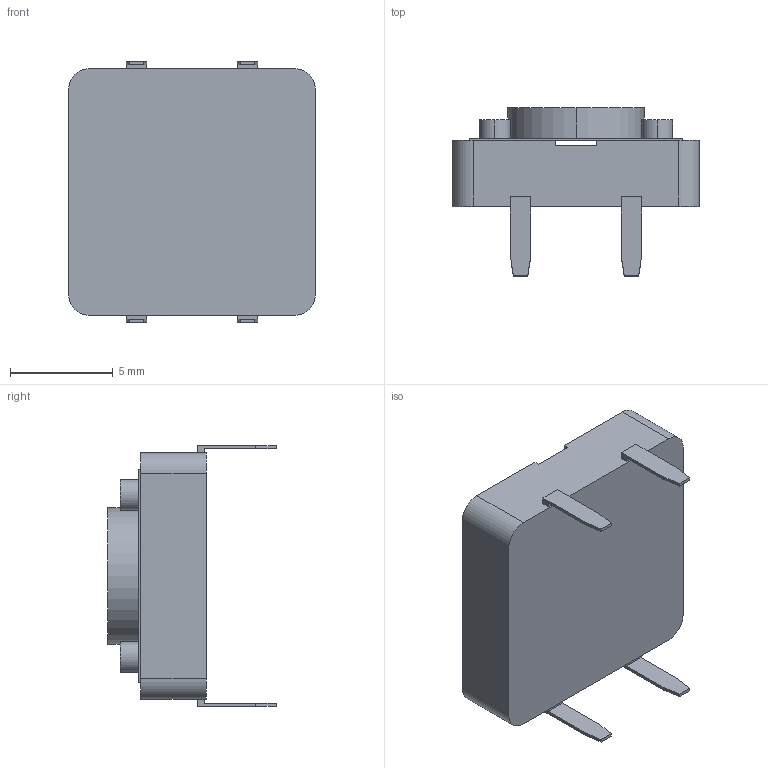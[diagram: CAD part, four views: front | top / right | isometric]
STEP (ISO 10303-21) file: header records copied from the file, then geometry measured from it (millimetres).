
FILE_DESCRIPTION (( 'STEP AP214' ), '1' );
FILE_NAME ('momentary_switch.STEP', '2022-11-02T22:39:51', ( '' ), ( '' ), 'SwSTEP 2.0', 'SolidWorks 2021', '' );
FILE_SCHEMA (( 'AUTOMOTIVE_DESIGN' ));
Length unit declared in the file: millimetre
Products named in the file (1): momentary_switch
Bounding box: 12 x 8.2 x 12.7 mm (x, y, z)
Volume: 523.8 mm3; surface area: 568.1 mm2
Topology: 1 solids, 1 shells, 71 faces, 182 edges, 120 vertices
Faces by surface type: plane 57, cylinder 14
Entity records: 2445 total; most frequent: CARTESIAN_POINT 374, ORIENTED_EDGE 364, DIRECTION 354, EDGE_CURVE 182, VECTOR 154, LINE 154, VERTEX_POINT 120, AXIS2_PLACEMENT_3D 100
